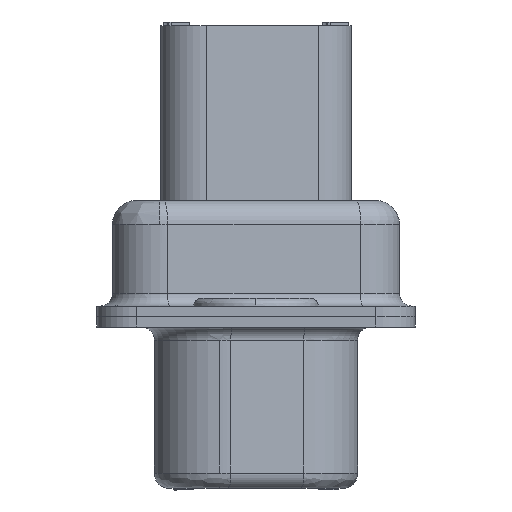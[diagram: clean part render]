
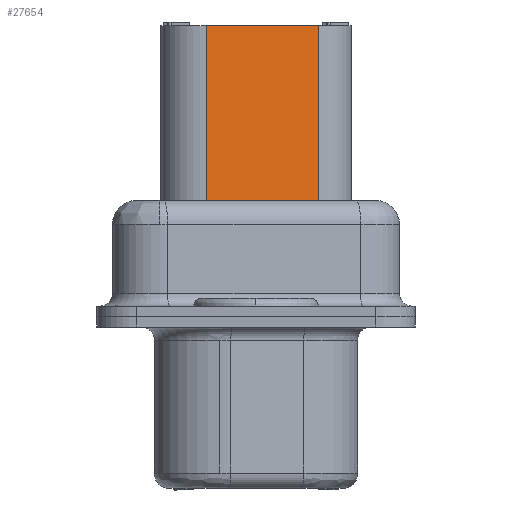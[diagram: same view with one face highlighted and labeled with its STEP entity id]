
A CAD part, left-side view. The second image highlights one B-rep face of the part: STEP entity #27654.
In plain terms, the highlighted planar face has unit normal (-0.985, -0.174, 0).
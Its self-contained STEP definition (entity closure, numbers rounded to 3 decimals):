
#700 = EDGE_LOOP ( 'NONE', ( #23911, #16005, #14037, #26969 ) ) ;
#1007 = AXIS2_PLACEMENT_3D ( 'NONE', #5981, #6283, #21885 ) ;
#3158 = CARTESIAN_POINT ( 'NONE',  ( -18.927, 1.89, 9.2 ) ) ;
#3332 = VERTEX_POINT ( 'NONE', #25167 ) ;
#3726 = LINE ( 'NONE', #28310, #19554 ) ;
#3990 = EDGE_CURVE ( 'NONE', #14067, #18591, #23340, .T. ) ;
#5981 = CARTESIAN_POINT ( 'NONE',  ( -18.169, -2.41, 1.95 ) ) ;
#6283 = DIRECTION ( 'NONE',  ( -0.985, -0.174, 0. ) ) ;
#7514 = EDGE_CURVE ( 'NONE', #3332, #28151, #18672, .T. ) ;
#8058 = DIRECTION ( 'NONE',  ( -0.174, 0.985, 0. ) ) ;
#10294 = CARTESIAN_POINT ( 'NONE',  ( -18.169, -2.41, 1.95 ) ) ;
#12583 = EDGE_CURVE ( 'NONE', #14067, #28151, #14363, .T. ) ;
#12745 = DIRECTION ( 'NONE',  ( 0., 0., 1. ) ) ;
#12808 = PLANE ( 'NONE',  #1007 ) ;
#13119 = FACE_OUTER_BOUND ( 'NONE', #700, .T. ) ;
#13541 = CARTESIAN_POINT ( 'NONE',  ( -18.169, -2.41, 9.2 ) ) ;
#13838 = EDGE_CURVE ( 'NONE', #18591, #3332, #3726, .T. ) ;
#14037 = ORIENTED_EDGE ( 'NONE', *, *, #7514, .F. ) ;
#14067 = VERTEX_POINT ( 'NONE', #15506 ) ;
#14363 = LINE ( 'NONE', #10294, #14504 ) ;
#14504 = VECTOR ( 'NONE', #23537, 1000. ) ;
#15506 = CARTESIAN_POINT ( 'NONE',  ( -18.169, -2.41, 1.95 ) ) ;
#16005 = ORIENTED_EDGE ( 'NONE', *, *, #12583, .T. ) ;
#16504 = DIRECTION ( 'NONE',  ( 0.174, -0.985, 0. ) ) ;
#18591 = VERTEX_POINT ( 'NONE', #25672 ) ;
#18672 = LINE ( 'NONE', #3158, #22524 ) ;
#19554 = VECTOR ( 'NONE', #12745, 1000. ) ;
#21200 = CARTESIAN_POINT ( 'NONE',  ( -18.169, -2.41, 1.95 ) ) ;
#21885 = DIRECTION ( 'NONE',  ( 0.174, -0.985, 0. ) ) ;
#22298 = VECTOR ( 'NONE', #8058, 1000. ) ;
#22524 = VECTOR ( 'NONE', #16504, 1000. ) ;
#23340 = LINE ( 'NONE', #21200, #22298 ) ;
#23537 = DIRECTION ( 'NONE',  ( 0., 0., 1. ) ) ;
#23911 = ORIENTED_EDGE ( 'NONE', *, *, #3990, .F. ) ;
#25167 = CARTESIAN_POINT ( 'NONE',  ( -18.927, 1.89, 9.2 ) ) ;
#25672 = CARTESIAN_POINT ( 'NONE',  ( -18.927, 1.89, 1.95 ) ) ;
#26969 = ORIENTED_EDGE ( 'NONE', *, *, #13838, .F. ) ;
#27654 = ADVANCED_FACE ( 'NONE', ( #13119 ), #12808, .T. ) ;
#28151 = VERTEX_POINT ( 'NONE', #13541 ) ;
#28310 = CARTESIAN_POINT ( 'NONE',  ( -18.927, 1.89, 1.95 ) ) ;
